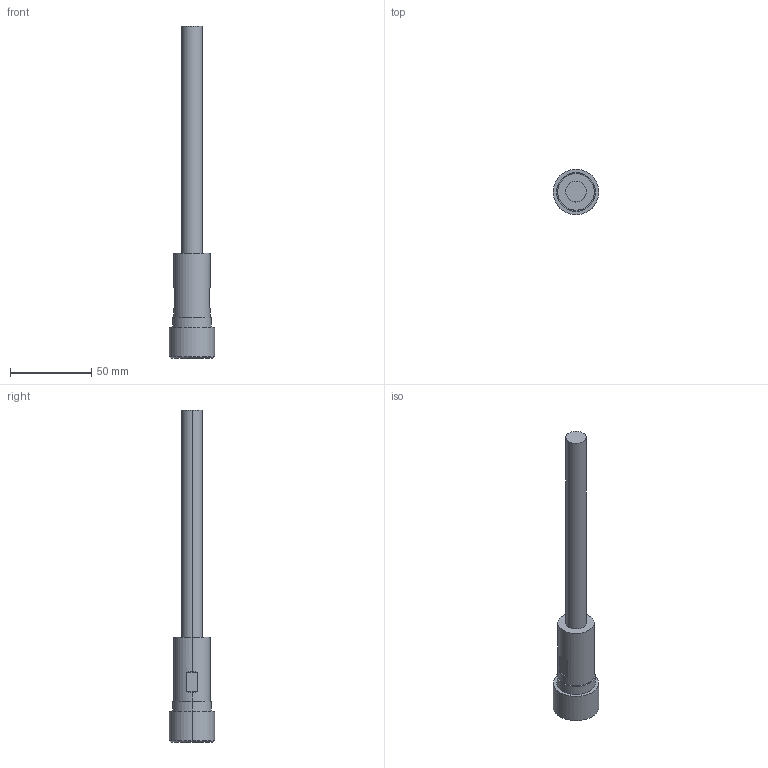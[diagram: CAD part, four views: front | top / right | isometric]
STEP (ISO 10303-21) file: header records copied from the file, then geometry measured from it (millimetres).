
FILE_DESCRIPTION (( 'STEP AP203' ), '1' );
FILE_NAME ('STP-SATE-04892.STEP', '2020-07-02T03:20:27', ( '' ), ( '' ), 'SwSTEP 2.0', 'SolidWorks 2017', '' );
FILE_SCHEMA (( 'CONFIG_CONTROL_DESIGN' ));
Length unit declared in the file: millimetre
Products named in the file (1): STP-SATE-04892
Bounding box: 28 x 28 x 204.5 mm (x, y, z)
Volume: 43582.2 mm3; surface area: 12975.4 mm2
Topology: 1 solids, 1 shells, 24 faces, 52 edges, 34 vertices
Faces by surface type: plane 12, cylinder 10, cone 2
Entity records: 739 total; most frequent: CARTESIAN_POINT 135, DIRECTION 116, ORIENTED_EDGE 104, EDGE_CURVE 52, AXIS2_PLACEMENT_3D 47, VERTEX_POINT 34, EDGE_LOOP 28, FACE_OUTER_BOUND 24
